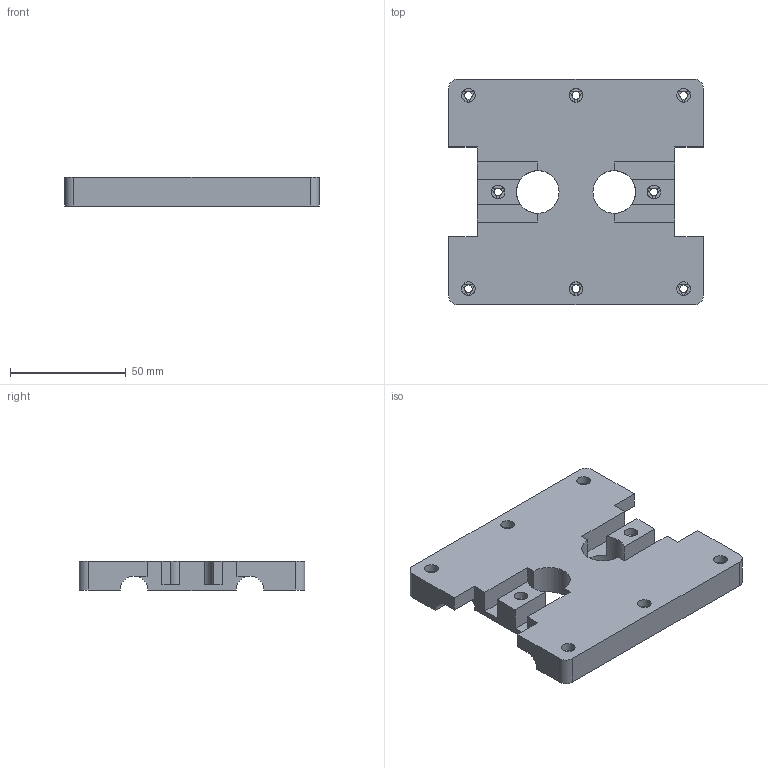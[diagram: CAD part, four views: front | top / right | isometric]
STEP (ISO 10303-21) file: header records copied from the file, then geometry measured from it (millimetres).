
FILE_DESCRIPTION(('FreeCAD Model'),'2;1');
FILE_NAME('higcar_hole.step','2016-09-22T09:54:53',('FreeCAD'),('FreeCAD'), 'Open CASCADE STEP processor 6.8','FreeCAD','Unknown');
FILE_SCHEMA(('AUTOMOTIVE_DESIGN_CC2 { 1 2 10303 214 -1 1 5 4 }'));
Length unit declared in the file: millimetre
Products named in the file (1): Open CASCADE STEP translator 6.8 4
Bounding box: 109.8 x 97.4 x 12.9 mm (x, y, z)
Volume: 83572.7 mm3; surface area: 30170.4 mm2
Topology: 1 solids, 1 shells, 299 faces, 870 edges, 572 vertices
Faces by surface type: plane 267, cylinder 32
Full cylindrical faces by diameter (mm): 3.4 x8, 5.9 x8, 18.4 x2
Entity records: 23386 total; most frequent: CARTESIAN_POINT 7538, DIRECTION 2580, ORIENTED_EDGE 1740, PCURVE 1740, DEFINITIONAL_REPRESENTATION 1740, LINE 1406, VECTOR 1406, EDGE_CURVE 870
